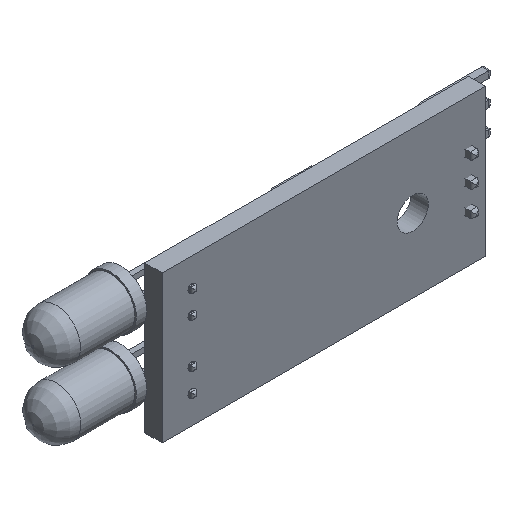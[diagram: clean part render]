
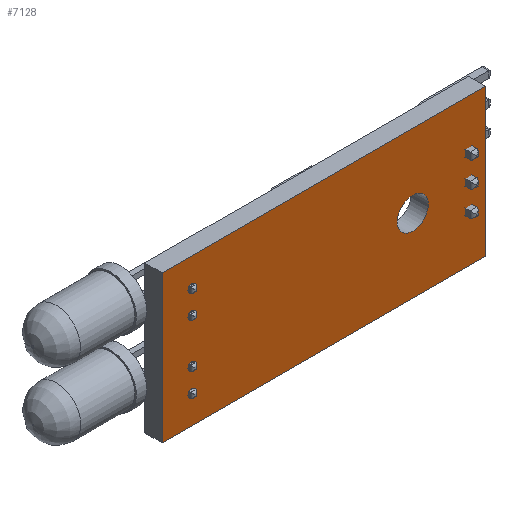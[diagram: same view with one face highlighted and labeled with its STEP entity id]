
A CAD part, isometric view. The second image highlights one B-rep face of the part: STEP entity #7128.
In plain terms, the highlighted planar face has unit normal (0, -1, 0).
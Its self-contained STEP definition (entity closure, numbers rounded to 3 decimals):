
#55=FACE_BOUND('',#879,.T.);
#56=FACE_BOUND('',#880,.T.);
#57=FACE_BOUND('',#881,.T.);
#58=FACE_BOUND('',#882,.T.);
#59=FACE_BOUND('',#883,.T.);
#78=CIRCLE('',#7647,1.5);
#79=CIRCLE('',#7653,0.375);
#80=CIRCLE('',#7654,0.375);
#81=CIRCLE('',#7655,0.375);
#82=CIRCLE('',#7656,0.375);
#420=FACE_OUTER_BOUND('',#878,.T.);
#878=EDGE_LOOP('',(#4811,#4812,#4813,#4814));
#879=EDGE_LOOP('',(#4815));
#880=EDGE_LOOP('',(#4816));
#881=EDGE_LOOP('',(#4817));
#882=EDGE_LOOP('',(#4818));
#883=EDGE_LOOP('',(#4819));
#1372=LINE('',#10419,#2226);
#1376=LINE('',#10427,#2230);
#1379=LINE('',#10433,#2233);
#1382=LINE('',#10438,#2236);
#2226=VECTOR('',#8326,10.);
#2230=VECTOR('',#8332,10.);
#2233=VECTOR('',#8337,10.);
#2236=VECTOR('',#8342,10.);
#3068=VERTEX_POINT('',#10413);
#3069=VERTEX_POINT('',#10417);
#3070=VERTEX_POINT('',#10418);
#3073=VERTEX_POINT('',#10426);
#3075=VERTEX_POINT('',#10432);
#3077=VERTEX_POINT('',#10441);
#3078=VERTEX_POINT('',#10443);
#3079=VERTEX_POINT('',#10445);
#3080=VERTEX_POINT('',#10447);
#3743=EDGE_CURVE('',#3068,#3068,#78,.T.);
#3744=EDGE_CURVE('',#3069,#3070,#1372,.T.);
#3748=EDGE_CURVE('',#3073,#3069,#1376,.T.);
#3751=EDGE_CURVE('',#3075,#3073,#1379,.T.);
#3754=EDGE_CURVE('',#3070,#3075,#1382,.T.);
#3756=EDGE_CURVE('',#3077,#3077,#79,.T.);
#3757=EDGE_CURVE('',#3078,#3078,#80,.T.);
#3758=EDGE_CURVE('',#3079,#3079,#81,.T.);
#3759=EDGE_CURVE('',#3080,#3080,#82,.T.);
#4811=ORIENTED_EDGE('',*,*,#3744,.T.);
#4812=ORIENTED_EDGE('',*,*,#3754,.T.);
#4813=ORIENTED_EDGE('',*,*,#3751,.T.);
#4814=ORIENTED_EDGE('',*,*,#3748,.T.);
#4815=ORIENTED_EDGE('',*,*,#3743,.T.);
#4816=ORIENTED_EDGE('',*,*,#3756,.T.);
#4817=ORIENTED_EDGE('',*,*,#3757,.T.);
#4818=ORIENTED_EDGE('',*,*,#3758,.T.);
#4819=ORIENTED_EDGE('',*,*,#3759,.T.);
#6769=PLANE('',#7652);
#7128=ADVANCED_FACE('',(#420,#55,#56,#57,#58,#59),#6769,.F.);
#7647=AXIS2_PLACEMENT_3D('',#10415,#8322,#8323);
#7652=AXIS2_PLACEMENT_3D('',#10440,#8344,#8345);
#7653=AXIS2_PLACEMENT_3D('',#10442,#8346,#8347);
#7654=AXIS2_PLACEMENT_3D('',#10444,#8348,#8349);
#7655=AXIS2_PLACEMENT_3D('',#10446,#8350,#8351);
#7656=AXIS2_PLACEMENT_3D('',#10448,#8352,#8353);
#8322=DIRECTION('center_axis',(0.,1.,0.));
#8323=DIRECTION('ref_axis',(-1.,0.,0.));
#8326=DIRECTION('',(-1.,0.,0.));
#8332=DIRECTION('',(0.,0.,1.));
#8337=DIRECTION('',(1.,0.,0.));
#8342=DIRECTION('',(0.,0.,-1.));
#8344=DIRECTION('center_axis',(0.,1.,0.));
#8345=DIRECTION('ref_axis',(1.,0.,0.));
#8346=DIRECTION('center_axis',(0.,1.,0.));
#8347=DIRECTION('ref_axis',(-1.,0.,0.));
#8348=DIRECTION('center_axis',(0.,1.,0.));
#8349=DIRECTION('ref_axis',(-1.,0.,0.));
#8350=DIRECTION('center_axis',(0.,1.,0.));
#8351=DIRECTION('ref_axis',(-1.,0.,0.));
#8352=DIRECTION('center_axis',(0.,1.,0.));
#8353=DIRECTION('ref_axis',(-1.,0.,0.));
#10413=CARTESIAN_POINT('',(25.68,0.,7.1));
#10415=CARTESIAN_POINT('Origin',(24.18,0.,7.1));
#10417=CARTESIAN_POINT('',(31.18,0.,14.2));
#10418=CARTESIAN_POINT('',(0.,0.,14.2));
#10419=CARTESIAN_POINT('',(31.18,0.,14.2));
#10426=CARTESIAN_POINT('',(31.18,0.,0.));
#10427=CARTESIAN_POINT('',(31.18,0.,0.));
#10432=CARTESIAN_POINT('',(0.,0.,0.));
#10433=CARTESIAN_POINT('',(0.,0.,0.));
#10438=CARTESIAN_POINT('',(0.,0.,14.2));
#10440=CARTESIAN_POINT('Origin',(15.59,0.,7.1));
#10441=CARTESIAN_POINT('',(3.25,0.,9.235));
#10442=CARTESIAN_POINT('Origin',(2.875,0.,9.235));
#10443=CARTESIAN_POINT('',(3.25,0.,4.965));
#10444=CARTESIAN_POINT('Origin',(2.875,0.,4.965));
#10445=CARTESIAN_POINT('',(3.25,0.,11.485));
#10446=CARTESIAN_POINT('Origin',(2.875,0.,11.485));
#10447=CARTESIAN_POINT('',(3.25,0.,2.715));
#10448=CARTESIAN_POINT('Origin',(2.875,0.,2.715));
